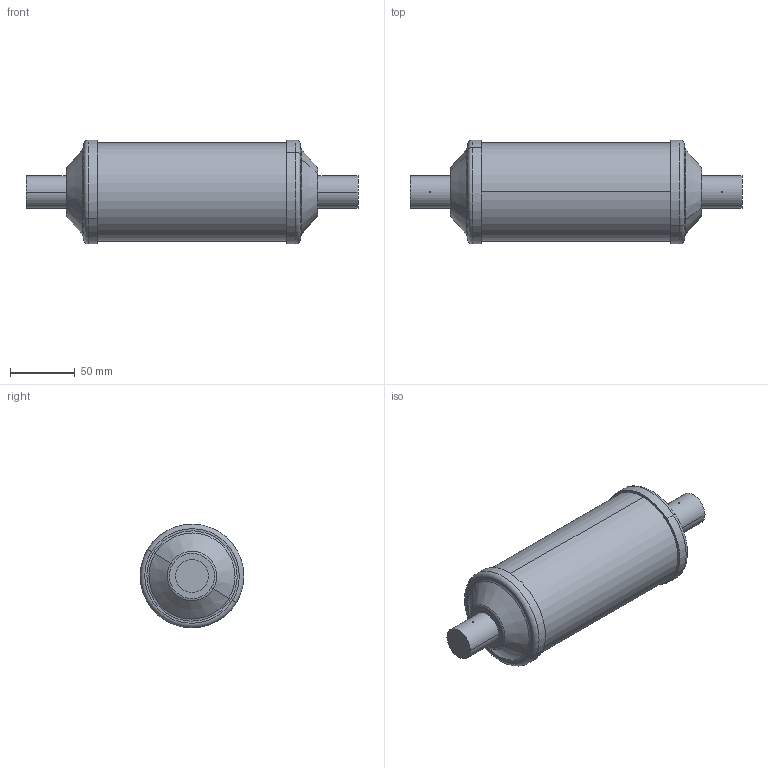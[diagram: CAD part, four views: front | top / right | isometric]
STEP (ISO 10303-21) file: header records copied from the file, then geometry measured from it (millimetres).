
FILE_DESCRIPTION (( 'STEP AP203' ), '1' );
FILE_NAME ('023B7125R - DFL 307s TW.STEP', '2022-11-11T10:32:14', ( '' ), ( '' ), 'SwSTEP 2.0', 'SolidWorks 2020', '' );
FILE_SCHEMA (( 'CONFIG_CONTROL_DESIGN' ));
Length unit declared in the file: millimetre
Products named in the file (1): 023B7125R - DFL 307s TW
Bounding box: 257 x 80.2 x 80.2 mm (x, y, z)
Volume: 866930.5 mm3; surface area: 57378.9 mm2
Topology: 1 solids, 1 shells, 39 faces, 78 edges, 47 vertices
Faces by surface type: torus 12, cylinder 11, plane 8, sphere 4, cone 4
Entity records: 1127 total; most frequent: CARTESIAN_POINT 215, DIRECTION 204, ORIENTED_EDGE 150, AXIS2_PLACEMENT_3D 95, EDGE_CURVE 75, CIRCLE 55, EDGE_LOOP 47, VERTEX_POINT 46
